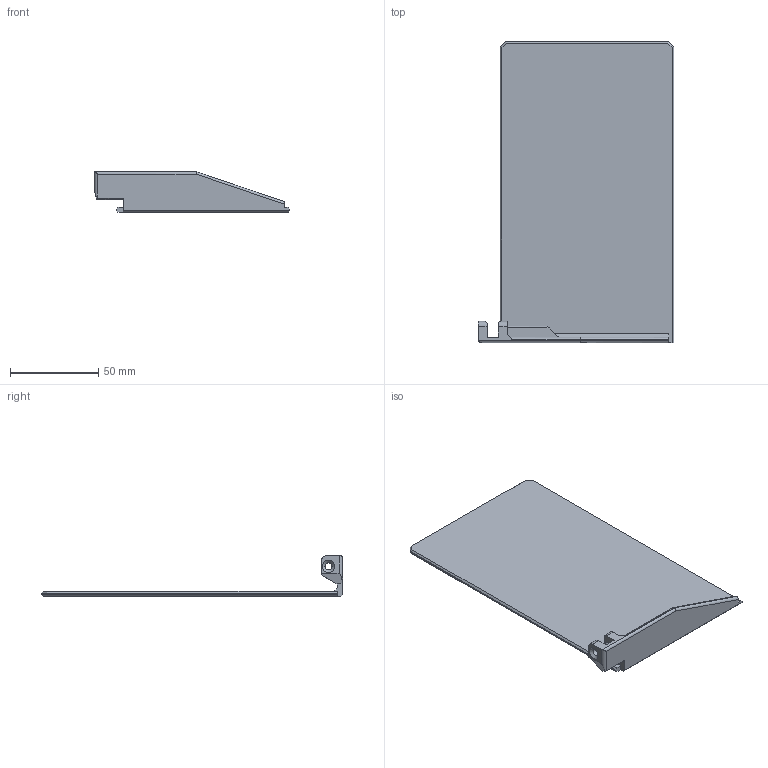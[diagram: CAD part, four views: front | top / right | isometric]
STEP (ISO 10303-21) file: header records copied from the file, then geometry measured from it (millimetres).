
FILE_DESCRIPTION(/* description */ (''),/* implementation_level */ '2;1');
FILE_NAME(/* name */ 'Fan holder Cover B5 - Door.step',/* time_stamp */ '2024-01-06T18:56:37-07:00',/* author */ (''),/* organization */ (''),/* preprocessor_version */ 'ST-DEVELOPER v20',/* originating_system */ 'Autodesk Translation Framework v12.14.0.127',/* authorisation */ '');
FILE_SCHEMA (('AUTOMOTIVE_DESIGN { 1 0 10303 214 3 1 1 }'));
Length unit declared in the file: millimetre
Products named in the file (1): Sliding Door
Bounding box: 111.1 x 171 x 23 mm (x, y, z)
Volume: 53416.1 mm3; surface area: 38794.8 mm2
Topology: 1 solids, 1 shells, 55 faces, 147 edges, 94 vertices
Faces by surface type: plane 44, cylinder 10, cone 1
Full cylindrical faces by diameter (mm): 4 x2
Entity records: 1736 total; most frequent: CARTESIAN_POINT 306, ORIENTED_EDGE 294, DIRECTION 281, EDGE_CURVE 147, LINE 123, VECTOR 123, VERTEX_POINT 94, AXIS2_PLACEMENT_3D 79
